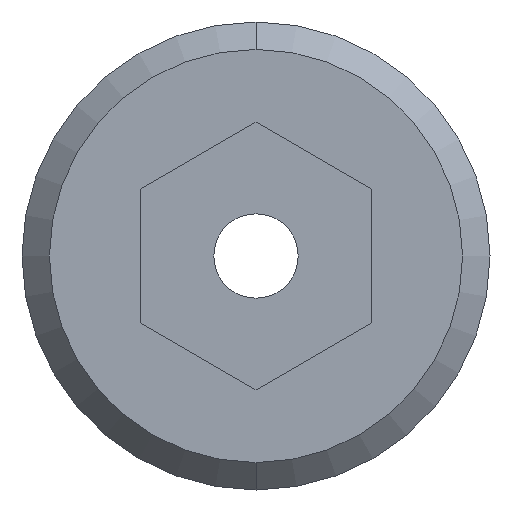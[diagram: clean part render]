
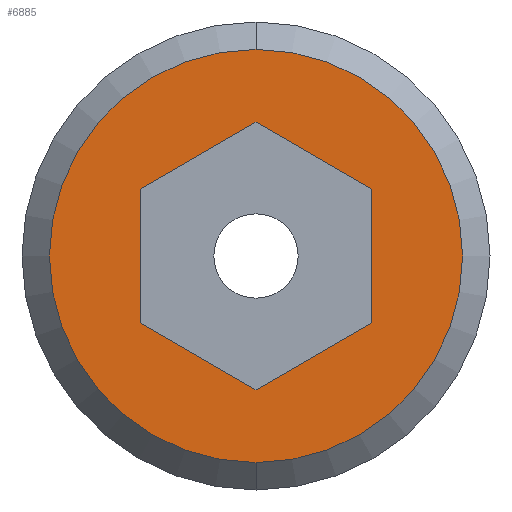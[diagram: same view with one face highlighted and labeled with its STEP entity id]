
A CAD part, left-side view. The second image highlights one B-rep face of the part: STEP entity #6885.
In plain terms, the highlighted planar face has unit normal (-1, 0, 0).
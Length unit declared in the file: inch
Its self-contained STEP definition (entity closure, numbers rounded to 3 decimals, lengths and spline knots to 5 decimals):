
#3262=CARTESIAN_POINT('',(-0.136,0.,0.));
#3263=DIRECTION('',(-1.,0.,0.));
#3264=DIRECTION('',(0.,1.,0.));
#3265=AXIS2_PLACEMENT_3D('',#3262,#3263,#3264);
#3280=DIRECTION('',(0.,0.5,0.866));
#3281=VECTOR('',#3280,0.06351);
#3282=CARTESIAN_POINT('',(-0.136,0.03175,-0.055));
#3283=LINE('',#3282,#3281);
#3284=DIRECTION('',(0.,1.,0.));
#3285=VECTOR('',#3284,0.06351);
#3286=CARTESIAN_POINT('',(-0.136,-0.03175,-0.055));
#3287=LINE('',#3286,#3285);
#3288=DIRECTION('',(0.,0.5,-0.866));
#3289=VECTOR('',#3288,0.06351);
#3290=CARTESIAN_POINT('',(-0.136,-0.06351,0.));
#3291=LINE('',#3290,#3289);
#3292=DIRECTION('',(0.,-0.5,-0.866));
#3293=VECTOR('',#3292,0.06351);
#3294=CARTESIAN_POINT('',(-0.136,-0.03175,0.055));
#3295=LINE('',#3294,#3293);
#3296=DIRECTION('',(0.,-1.,0.));
#3297=VECTOR('',#3296,0.06351);
#3298=CARTESIAN_POINT('',(-0.136,0.03175,0.055));
#3299=LINE('',#3298,#3297);
#3300=DIRECTION('',(0.,-0.5,0.866));
#3301=VECTOR('',#3300,0.06351);
#3302=CARTESIAN_POINT('',(-0.136,0.06351,0.));
#3303=LINE('',#3302,#3301);
#3304=CARTESIAN_POINT('',(-0.136,0.,0.));
#3305=DIRECTION('',(1.,0.,0.));
#3306=DIRECTION('',(0.,1.,0.));
#3307=AXIS2_PLACEMENT_3D('',#3304,#3305,#3306);
#3528=CARTESIAN_POINT('',(-0.136,0.098,0.));
#3529=CARTESIAN_POINT('',(-0.136,-0.098,0.));
#3530=VERTEX_POINT('',#3528);
#3531=VERTEX_POINT('',#3529);
#3548=CARTESIAN_POINT('',(-0.136,0.03175,-0.055));
#3549=CARTESIAN_POINT('',(-0.136,0.06351,0.));
#3550=VERTEX_POINT('',#3548);
#3551=VERTEX_POINT('',#3549);
#3552=CARTESIAN_POINT('',(-0.136,-0.03175,-0.055));
#3553=VERTEX_POINT('',#3552);
#3554=CARTESIAN_POINT('',(-0.136,-0.06351,0.));
#3555=VERTEX_POINT('',#3554);
#3556=CARTESIAN_POINT('',(-0.136,-0.03175,0.055));
#3557=VERTEX_POINT('',#3556);
#3558=CARTESIAN_POINT('',(-0.136,0.03175,0.055));
#3559=VERTEX_POINT('',#3558);
#6861=CARTESIAN_POINT('',(-0.136,0.,0.));
#6862=DIRECTION('',(1.,0.,0.));
#6863=DIRECTION('',(0.,-1.,0.));
#6864=AXIS2_PLACEMENT_3D('',#6861,#6862,#6863);
#6865=PLANE('',#6864);
#6866=ORIENTED_EDGE('',*,*,#6851,.F.);
#6868=ORIENTED_EDGE('',*,*,#6867,.T.);
#6869=EDGE_LOOP('',(#6866,#6868));
#6870=FACE_OUTER_BOUND('',#6869,.F.);
#6872=ORIENTED_EDGE('',*,*,#6871,.F.);
#6874=ORIENTED_EDGE('',*,*,#6873,.F.);
#6876=ORIENTED_EDGE('',*,*,#6875,.F.);
#6878=ORIENTED_EDGE('',*,*,#6877,.F.);
#6880=ORIENTED_EDGE('',*,*,#6879,.F.);
#6882=ORIENTED_EDGE('',*,*,#6881,.F.);
#6883=EDGE_LOOP('',(#6872,#6874,#6876,#6878,#6880,#6882));
#6884=FACE_BOUND('',#6883,.F.);
#3266=CIRCLE('',#3265,0.098);
#3308=CIRCLE('',#3307,0.098);
#6851=EDGE_CURVE('',#3530,#3531,#3266,.T.);
#6867=EDGE_CURVE('',#3530,#3531,#3308,.T.);
#6871=EDGE_CURVE('',#3550,#3551,#3283,.T.);
#6873=EDGE_CURVE('',#3553,#3550,#3287,.T.);
#6875=EDGE_CURVE('',#3555,#3553,#3291,.T.);
#6877=EDGE_CURVE('',#3557,#3555,#3295,.T.);
#6879=EDGE_CURVE('',#3559,#3557,#3299,.T.);
#6881=EDGE_CURVE('',#3551,#3559,#3303,.T.);
#6885=ADVANCED_FACE('',(#6870,#6884),#6865,.F.);
